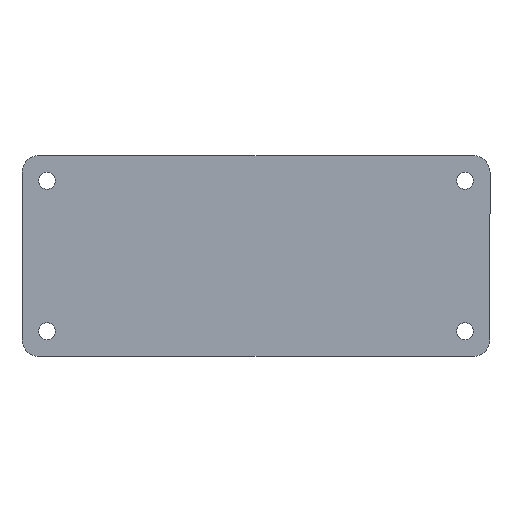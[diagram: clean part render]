
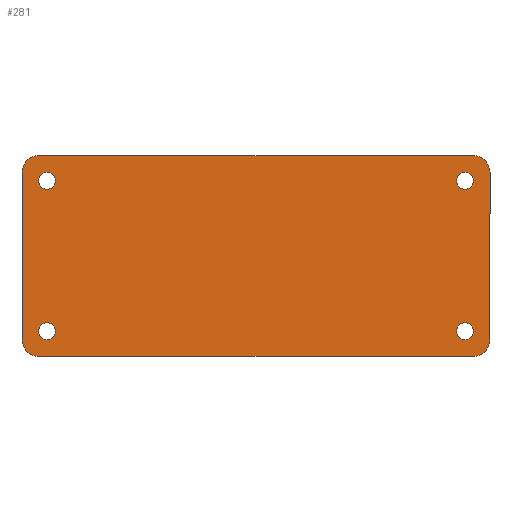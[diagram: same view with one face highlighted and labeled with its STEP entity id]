
A CAD part, top view. The second image highlights one B-rep face of the part: STEP entity #281.
In plain terms, the highlighted planar face has unit normal (0, 0, 1).
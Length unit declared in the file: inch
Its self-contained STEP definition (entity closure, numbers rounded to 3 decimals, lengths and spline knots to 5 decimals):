
#1 = EDGE_CURVE ( 'NONE', #123, #118, #269, .T. ) ;
#2 = ORIENTED_EDGE ( 'NONE', *, *, #140, .T. ) ;
#3 = EDGE_LOOP ( 'NONE', ( #396 ) ) ;
#4 = ORIENTED_EDGE ( 'NONE', *, *, #28, .F. ) ;
#6 = ORIENTED_EDGE ( 'NONE', *, *, #70, .F. ) ;
#7 = CIRCLE ( 'NONE', #422, 0.25 ) ;
#9 = ORIENTED_EDGE ( 'NONE', *, *, #124, .F. ) ;
#10 = CARTESIAN_POINT ( 'NONE',  ( -3.5, -1.25, 0. ) ) ;
#11 = DIRECTION ( 'NONE',  ( 0., 0., -1. ) ) ;
#13 = CARTESIAN_POINT ( 'NONE',  ( -3.25, -1.25, 0. ) ) ;
#17 = CARTESIAN_POINT ( 'NONE',  ( 3.25, -1.5, 0. ) ) ;
#24 = AXIS2_PLACEMENT_3D ( 'NONE', #334, #326, #490 ) ;
#28 = EDGE_CURVE ( 'NONE', #78, #240, #253, .T. ) ;
#29 = VERTEX_POINT ( 'NONE', #415 ) ;
#30 = CARTESIAN_POINT ( 'NONE',  ( 3.125, -1.125, 0. ) ) ;
#31 = EDGE_CURVE ( 'NONE', #134, #134, #506, .T. ) ;
#33 = LINE ( 'NONE', #347, #288 ) ;
#34 = VECTOR ( 'NONE', #110, 39.37008 ) ;
#36 = LINE ( 'NONE', #258, #223 ) ;
#42 = ORIENTED_EDGE ( 'NONE', *, *, #116, .F. ) ;
#56 = EDGE_CURVE ( 'NONE', #240, #478, #7, .T. ) ;
#59 = DIRECTION ( 'NONE',  ( 0., 0., -1. ) ) ;
#62 = DIRECTION ( 'NONE',  ( 0., 0., -1. ) ) ;
#65 = CIRCLE ( 'NONE', #190, 0.125 ) ;
#69 = CARTESIAN_POINT ( 'NONE',  ( 3.25, 1.5, 0. ) ) ;
#70 = EDGE_CURVE ( 'NONE', #86, #78, #392, .T. ) ;
#78 = VERTEX_POINT ( 'NONE', #99 ) ;
#82 = AXIS2_PLACEMENT_3D ( 'NONE', #129, #452, #457 ) ;
#86 = VERTEX_POINT ( 'NONE', #215 ) ;
#97 = CARTESIAN_POINT ( 'NONE',  ( 3.25, 1.25, 0. ) ) ;
#99 = CARTESIAN_POINT ( 'NONE',  ( 3.25, -1.5, 0. ) ) ;
#107 = DIRECTION ( 'NONE',  ( -1., 0., 0. ) ) ;
#110 = DIRECTION ( 'NONE',  ( 1., 0., 0. ) ) ;
#112 = DIRECTION ( 'NONE',  ( 0., 0., -1. ) ) ;
#116 = EDGE_CURVE ( 'NONE', #127, #486, #514, .T. ) ;
#118 = VERTEX_POINT ( 'NONE', #472 ) ;
#123 = VERTEX_POINT ( 'NONE', #69 ) ;
#124 = EDGE_CURVE ( 'NONE', #478, #127, #33, .T. ) ;
#127 = VERTEX_POINT ( 'NONE', #142 ) ;
#129 = CARTESIAN_POINT ( 'NONE',  ( -3.125, -1.125, 0. ) ) ;
#134 = VERTEX_POINT ( 'NONE', #498 ) ;
#140 = EDGE_CURVE ( 'NONE', #411, #411, #259, .T. ) ;
#142 = CARTESIAN_POINT ( 'NONE',  ( -3.5, 1.25, 0. ) ) ;
#144 = DIRECTION ( 'NONE',  ( 0., 0., -1. ) ) ;
#147 = DIRECTION ( 'NONE',  ( 1., 0., 0. ) ) ;
#150 = FACE_BOUND ( 'NONE', #276, .T. ) ;
#154 = AXIS2_PLACEMENT_3D ( 'NONE', #97, #59, #494 ) ;
#158 = ORIENTED_EDGE ( 'NONE', *, *, #306, .F. ) ;
#166 = ORIENTED_EDGE ( 'NONE', *, *, #31, .T. ) ;
#170 = DIRECTION ( 'NONE',  ( -1., 0., 0. ) ) ;
#172 = DIRECTION ( 'NONE',  ( -1., 0., 0. ) ) ;
#188 = CARTESIAN_POINT ( 'NONE',  ( 3., 1.125, 0. ) ) ;
#190 = AXIS2_PLACEMENT_3D ( 'NONE', #30, #144, #466 ) ;
#191 = DIRECTION ( 'NONE',  ( 0., 1., 0. ) ) ;
#201 = EDGE_CURVE ( 'NONE', #29, #29, #65, .T. ) ;
#215 = CARTESIAN_POINT ( 'NONE',  ( 3.5, -1.25, 0. ) ) ;
#216 = VECTOR ( 'NONE', #287, 39.37008 ) ;
#217 = DIRECTION ( 'NONE',  ( 0., 0., -1. ) ) ;
#222 = PLANE ( 'NONE',  #513 ) ;
#223 = VECTOR ( 'NONE', #231, 39.37008 ) ;
#226 = DIRECTION ( 'NONE',  ( -1., 0., 0. ) ) ;
#231 = DIRECTION ( 'NONE',  ( 0., -1., 0. ) ) ;
#240 = VERTEX_POINT ( 'NONE', #344 ) ;
#253 = LINE ( 'NONE', #17, #216 ) ;
#256 = VERTEX_POINT ( 'NONE', #188 ) ;
#258 = CARTESIAN_POINT ( 'NONE',  ( 3.5, 1.25, 0. ) ) ;
#259 = CIRCLE ( 'NONE', #386, 0.125 ) ;
#261 = CARTESIAN_POINT ( 'NONE',  ( 3.125, 1.125, 0. ) ) ;
#266 = EDGE_CURVE ( 'NONE', #118, #86, #36, .T. ) ;
#269 = CIRCLE ( 'NONE', #154, 0.25 ) ;
#270 = FACE_OUTER_BOUND ( 'NONE', #481, .T. ) ;
#273 = ORIENTED_EDGE ( 'NONE', *, *, #56, .F. ) ;
#276 = EDGE_LOOP ( 'NONE', ( #2 ) ) ;
#281 = ADVANCED_FACE ( 'NONE', ( #300, #389, #150, #433, #270 ), #222, .T. ) ;
#287 = DIRECTION ( 'NONE',  ( -1., 0., 0. ) ) ;
#288 = VECTOR ( 'NONE', #191, 39.37008 ) ;
#300 = FACE_BOUND ( 'NONE', #3, .T. ) ;
#306 = EDGE_CURVE ( 'NONE', #486, #123, #342, .T. ) ;
#308 = EDGE_LOOP ( 'NONE', ( #166 ) ) ;
#323 = EDGE_LOOP ( 'NONE', ( #446 ) ) ;
#326 = DIRECTION ( 'NONE',  ( 0., 0., -1. ) ) ;
#329 = AXIS2_PLACEMENT_3D ( 'NONE', #367, #11, #170 ) ;
#334 = CARTESIAN_POINT ( 'NONE',  ( 3.25, -1.25, 0. ) ) ;
#342 = LINE ( 'NONE', #503, #34 ) ;
#344 = CARTESIAN_POINT ( 'NONE',  ( -3.25, -1.5, 0. ) ) ;
#347 = CARTESIAN_POINT ( 'NONE',  ( -3.5, -1.25, 0. ) ) ;
#367 = CARTESIAN_POINT ( 'NONE',  ( -3.25, 1.25, 0. ) ) ;
#379 = CARTESIAN_POINT ( 'NONE',  ( 0., 0., 0. ) ) ;
#386 = AXIS2_PLACEMENT_3D ( 'NONE', #470, #112, #107 ) ;
#389 = FACE_BOUND ( 'NONE', #308, .T. ) ;
#392 = CIRCLE ( 'NONE', #24, 0.25 ) ;
#396 = ORIENTED_EDGE ( 'NONE', *, *, #201, .T. ) ;
#408 = CARTESIAN_POINT ( 'NONE',  ( -3.25, 1.5, 0. ) ) ;
#411 = VERTEX_POINT ( 'NONE', #458 ) ;
#415 = CARTESIAN_POINT ( 'NONE',  ( 3., -1.125, 0. ) ) ;
#422 = AXIS2_PLACEMENT_3D ( 'NONE', #13, #217, #172 ) ;
#433 = FACE_BOUND ( 'NONE', #323, .T. ) ;
#442 = ORIENTED_EDGE ( 'NONE', *, *, #1, .F. ) ;
#446 = ORIENTED_EDGE ( 'NONE', *, *, #511, .T. ) ;
#452 = DIRECTION ( 'NONE',  ( 0., 0., -1. ) ) ;
#457 = DIRECTION ( 'NONE',  ( -1., 0., 0. ) ) ;
#458 = CARTESIAN_POINT ( 'NONE',  ( -3.25, 1.125, 0. ) ) ;
#466 = DIRECTION ( 'NONE',  ( -1., 0., 0. ) ) ;
#470 = CARTESIAN_POINT ( 'NONE',  ( -3.125, 1.125, 0. ) ) ;
#472 = CARTESIAN_POINT ( 'NONE',  ( 3.5, 1.25, 0. ) ) ;
#474 = ORIENTED_EDGE ( 'NONE', *, *, #266, .F. ) ;
#478 = VERTEX_POINT ( 'NONE', #10 ) ;
#481 = EDGE_LOOP ( 'NONE', ( #442, #158, #42, #9, #273, #4, #6, #474 ) ) ;
#483 = AXIS2_PLACEMENT_3D ( 'NONE', #261, #62, #226 ) ;
#486 = VERTEX_POINT ( 'NONE', #408 ) ;
#490 = DIRECTION ( 'NONE',  ( -1., 0., 0. ) ) ;
#492 = CIRCLE ( 'NONE', #483, 0.125 ) ;
#494 = DIRECTION ( 'NONE',  ( -1., 0., 0. ) ) ;
#498 = CARTESIAN_POINT ( 'NONE',  ( -3.25, -1.125, 0. ) ) ;
#503 = CARTESIAN_POINT ( 'NONE',  ( -3.25, 1.5, 0. ) ) ;
#505 = DIRECTION ( 'NONE',  ( 0., 0., 1. ) ) ;
#506 = CIRCLE ( 'NONE', #82, 0.125 ) ;
#511 = EDGE_CURVE ( 'NONE', #256, #256, #492, .T. ) ;
#513 = AXIS2_PLACEMENT_3D ( 'NONE', #379, #505, #147 ) ;
#514 = CIRCLE ( 'NONE', #329, 0.25 ) ;
